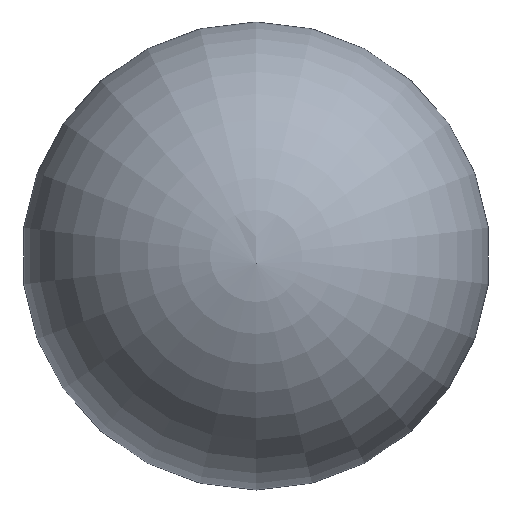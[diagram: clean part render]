
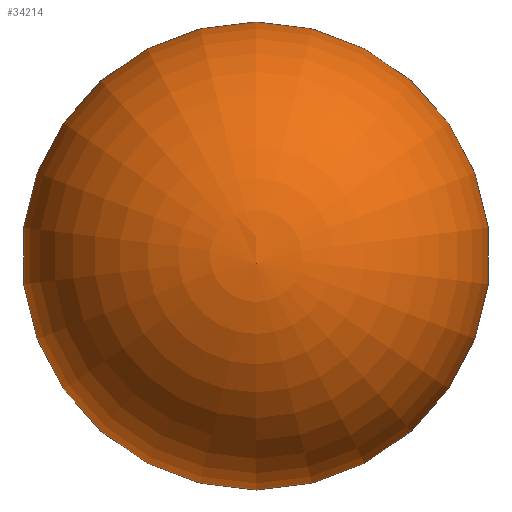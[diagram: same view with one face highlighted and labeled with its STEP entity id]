
A CAD part, front view. The second image highlights one B-rep face of the part: STEP entity #34214.
In plain terms, the highlighted toroidal (fillet/blend) face has major radius 2.574 mm and minor radius 160 mm.
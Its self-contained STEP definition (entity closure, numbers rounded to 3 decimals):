
#2060 = DIRECTION ( 'NONE',  ( 0., 0., -1. ) ) ;
#4692 = CARTESIAN_POINT ( 'NONE',  ( 0., -398.137, 0. ) ) ;
#16751 = CIRCLE ( 'NONE', #18009, 4.25 ) ;
#18009 = AXIS2_PLACEMENT_3D ( 'NONE', #4692, #35049, #2060 ) ;
#18395 = CARTESIAN_POINT ( 'NONE',  ( 0., -558.129, 0. ) ) ;
#21035 = DIRECTION ( 'NONE',  ( 0., 0., -1. ) ) ;
#22166 = ORIENTED_EDGE ( 'NONE', *, *, #23084, .T. ) ;
#23010 = EDGE_LOOP ( 'NONE', ( #22166 ) ) ;
#23084 = EDGE_CURVE ( 'NONE', #27504, #27504, #16751, .T. ) ;
#25295 = AXIS2_PLACEMENT_3D ( 'NONE', #18395, #30684, #21035 ) ;
#27504 = VERTEX_POINT ( 'NONE', #27711 ) ;
#27711 = CARTESIAN_POINT ( 'NONE',  ( 0., -398.137, -4.25 ) ) ;
#30684 = DIRECTION ( 'NONE',  ( 0., 1., 0. ) ) ;
#32311 = TOROIDAL_SURFACE ( 'NONE', #25295, 2.574, 160. ) ;
#33477 = FACE_OUTER_BOUND ( 'NONE', #23010, .T. ) ;
#34214 = ADVANCED_FACE ( 'NONE', ( #33477 ), #32311, .T. ) ;
#35049 = DIRECTION ( 'NONE',  ( 0., 1., 0. ) ) ;
